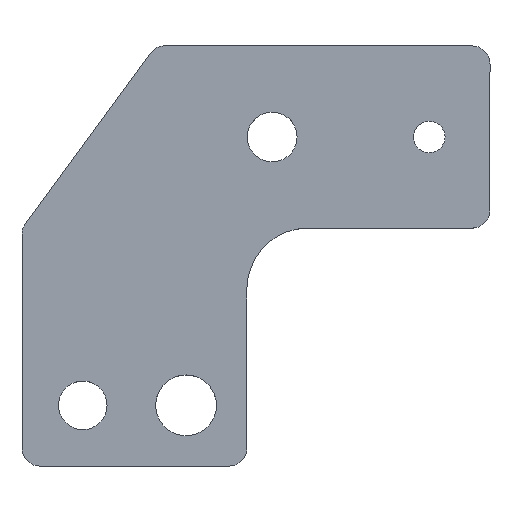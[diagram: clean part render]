
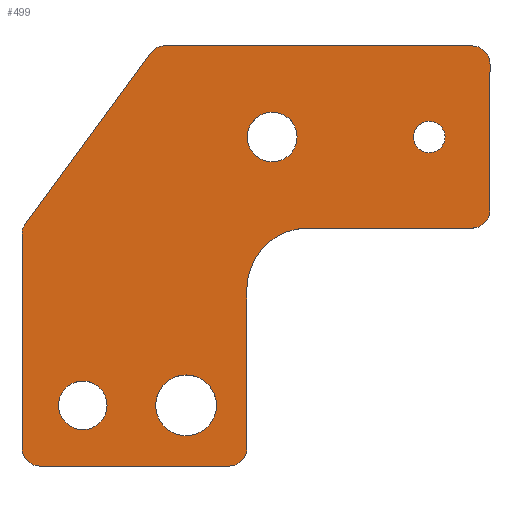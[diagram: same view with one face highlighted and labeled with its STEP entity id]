
A CAD part, top view. The second image highlights one B-rep face of the part: STEP entity #499.
In plain terms, the highlighted planar face has unit normal (0, 0, 1).
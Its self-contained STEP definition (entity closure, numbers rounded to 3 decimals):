
#19=FACE_BOUND('',#91,.T.);
#20=FACE_BOUND('',#92,.T.);
#21=FACE_BOUND('',#93,.T.);
#22=FACE_BOUND('',#94,.T.);
#36=PLANE('',#560);
#61=FACE_OUTER_BOUND('',#90,.T.);
#90=EDGE_LOOP('',(#446,#447,#448,#449,#450,#451,#452,#453,#454,#455,#456,
#457,#458,#459));
#91=EDGE_LOOP('',(#460));
#92=EDGE_LOOP('',(#461));
#93=EDGE_LOOP('',(#462));
#94=EDGE_LOOP('',(#463));
#99=LINE('',#719,#146);
#110=LINE('',#745,#157);
#114=LINE('',#757,#161);
#125=LINE('',#797,#172);
#128=LINE('',#805,#175);
#132=LINE('',#815,#179);
#141=LINE('',#843,#188);
#146=VECTOR('',#575,10.);
#157=VECTOR('',#596,10.);
#161=VECTOR('',#608,10.);
#172=VECTOR('',#643,10.);
#175=VECTOR('',#652,10.);
#179=VECTOR('',#662,10.);
#188=VECTOR('',#701,10.);
#190=CIRCLE('',#516,3.);
#192=CIRCLE('',#521,3.);
#193=CIRCLE('',#524,3.);
#203=CIRCLE('',#537,3.);
#204=CIRCLE('',#540,3.);
#205=CIRCLE('',#543,3.);
#206=CIRCLE('',#546,10.);
#207=CIRCLE('',#552,5.);
#208=CIRCLE('',#554,4.1);
#209=CIRCLE('',#556,2.6);
#210=CIRCLE('',#558,4.);
#213=VERTEX_POINT('',#709);
#214=VERTEX_POINT('',#711);
#216=VERTEX_POINT('',#717);
#223=VERTEX_POINT('',#735);
#226=VERTEX_POINT('',#743);
#227=VERTEX_POINT('',#747);
#230=VERTEX_POINT('',#755);
#246=VERTEX_POINT('',#791);
#247=VERTEX_POINT('',#795);
#248=VERTEX_POINT('',#799);
#249=VERTEX_POINT('',#800);
#250=VERTEX_POINT('',#808);
#251=VERTEX_POINT('',#809);
#252=VERTEX_POINT('',#814);
#253=VERTEX_POINT('',#827);
#254=VERTEX_POINT('',#831);
#255=VERTEX_POINT('',#835);
#256=VERTEX_POINT('',#839);
#259=EDGE_CURVE('',#213,#214,#190,.T.);
#263=EDGE_CURVE('',#213,#216,#99,.T.);
#271=EDGE_CURVE('',#223,#216,#192,.T.);
#276=EDGE_CURVE('',#223,#226,#110,.T.);
#277=EDGE_CURVE('',#227,#226,#193,.T.);
#282=EDGE_CURVE('',#227,#230,#114,.T.);
#299=EDGE_CURVE('',#246,#230,#203,.T.);
#302=EDGE_CURVE('',#246,#247,#125,.T.);
#303=EDGE_CURVE('',#248,#249,#204,.T.);
#306=EDGE_CURVE('',#248,#214,#128,.T.);
#308=EDGE_CURVE('',#250,#251,#205,.T.);
#311=EDGE_CURVE('',#252,#251,#132,.T.);
#313=EDGE_CURVE('',#252,#247,#206,.T.);
#317=EDGE_CURVE('',#253,#253,#207,.T.);
#319=EDGE_CURVE('',#254,#254,#208,.T.);
#321=EDGE_CURVE('',#255,#255,#209,.T.);
#323=EDGE_CURVE('',#256,#256,#210,.T.);
#325=EDGE_CURVE('',#250,#249,#141,.T.);
#446=ORIENTED_EDGE('',*,*,#259,.F.);
#447=ORIENTED_EDGE('',*,*,#263,.T.);
#448=ORIENTED_EDGE('',*,*,#271,.F.);
#449=ORIENTED_EDGE('',*,*,#276,.T.);
#450=ORIENTED_EDGE('',*,*,#277,.F.);
#451=ORIENTED_EDGE('',*,*,#282,.T.);
#452=ORIENTED_EDGE('',*,*,#299,.F.);
#453=ORIENTED_EDGE('',*,*,#302,.T.);
#454=ORIENTED_EDGE('',*,*,#313,.F.);
#455=ORIENTED_EDGE('',*,*,#311,.T.);
#456=ORIENTED_EDGE('',*,*,#308,.F.);
#457=ORIENTED_EDGE('',*,*,#325,.T.);
#458=ORIENTED_EDGE('',*,*,#303,.F.);
#459=ORIENTED_EDGE('',*,*,#306,.T.);
#460=ORIENTED_EDGE('',*,*,#323,.T.);
#461=ORIENTED_EDGE('',*,*,#321,.T.);
#462=ORIENTED_EDGE('',*,*,#319,.T.);
#463=ORIENTED_EDGE('',*,*,#317,.T.);
#499=ADVANCED_FACE('',(#61,#19,#20,#21,#22),#36,.T.);
#516=AXIS2_PLACEMENT_3D('',#712,#568,#569);
#521=AXIS2_PLACEMENT_3D('',#736,#588,#589);
#524=AXIS2_PLACEMENT_3D('',#748,#599,#600);
#537=AXIS2_PLACEMENT_3D('',#792,#637,#638);
#540=AXIS2_PLACEMENT_3D('',#801,#646,#647);
#543=AXIS2_PLACEMENT_3D('',#810,#656,#657);
#546=AXIS2_PLACEMENT_3D('',#818,#666,#667);
#552=AXIS2_PLACEMENT_3D('',#828,#681,#682);
#554=AXIS2_PLACEMENT_3D('',#832,#686,#687);
#556=AXIS2_PLACEMENT_3D('',#836,#691,#692);
#558=AXIS2_PLACEMENT_3D('',#840,#696,#697);
#560=AXIS2_PLACEMENT_3D('',#844,#702,#703);
#568=DIRECTION('center_axis',(0.,0.,-1.));
#569=DIRECTION('ref_axis',(-0.452,0.892,0.));
#575=DIRECTION('',(-0.591,-0.806,0.));
#588=DIRECTION('center_axis',(0.,0.,-1.));
#589=DIRECTION('ref_axis',(-0.95,0.311,0.));
#596=DIRECTION('',(0.,-1.,0.));
#599=DIRECTION('center_axis',(0.,0.,-1.));
#600=DIRECTION('ref_axis',(-0.707,-0.707,0.));
#608=DIRECTION('',(1.,0.,0.));
#637=DIRECTION('center_axis',(0.,0.,-1.));
#638=DIRECTION('ref_axis',(0.707,-0.707,0.));
#643=DIRECTION('',(0.,1.,0.));
#646=DIRECTION('center_axis',(0.,0.,-1.));
#647=DIRECTION('ref_axis',(0.707,0.707,0.));
#652=DIRECTION('',(-1.,0.,0.));
#656=DIRECTION('center_axis',(0.,0.,-1.));
#657=DIRECTION('ref_axis',(0.707,-0.707,0.));
#662=DIRECTION('',(1.,0.,0.));
#666=DIRECTION('center_axis',(0.,0.,1.));
#667=DIRECTION('ref_axis',(-0.707,0.707,0.));
#681=DIRECTION('center_axis',(0.,0.,-1.));
#682=DIRECTION('ref_axis',(1.,0.,0.));
#686=DIRECTION('center_axis',(0.,0.,-1.));
#687=DIRECTION('ref_axis',(1.,0.,0.));
#691=DIRECTION('center_axis',(0.,0.,-1.));
#692=DIRECTION('ref_axis',(1.,0.,0.));
#696=DIRECTION('center_axis',(0.,0.,-1.));
#697=DIRECTION('ref_axis',(1.,0.,0.));
#701=DIRECTION('',(0.,1.,0.));
#702=DIRECTION('center_axis',(0.,0.,1.));
#703=DIRECTION('ref_axis',(1.,0.,0.));
#709=CARTESIAN_POINT('',(-5.899,57.924,6.));
#711=CARTESIAN_POINT('',(-3.48,59.15,6.));
#712=CARTESIAN_POINT('Origin',(-3.48,56.15,6.));
#717=CARTESIAN_POINT('',(-26.419,29.942,6.));
#719=CARTESIAN_POINT('',(-5.,59.15,6.));
#735=CARTESIAN_POINT('',(-27.,28.168,6.));
#736=CARTESIAN_POINT('Origin',(-24.,28.168,6.));
#743=CARTESIAN_POINT('',(-27.,-7.,6.));
#745=CARTESIAN_POINT('',(-27.,29.15,6.));
#747=CARTESIAN_POINT('',(-24.,-10.,6.));
#748=CARTESIAN_POINT('Origin',(-24.,-7.,6.));
#755=CARTESIAN_POINT('',(7.,-10.,6.));
#757=CARTESIAN_POINT('',(-27.,-10.,6.));
#791=CARTESIAN_POINT('',(10.,-7.,6.));
#792=CARTESIAN_POINT('Origin',(7.,-7.,6.));
#795=CARTESIAN_POINT('',(10.,19.15,6.));
#797=CARTESIAN_POINT('',(10.,-10.,6.));
#799=CARTESIAN_POINT('',(47.,59.15,6.));
#800=CARTESIAN_POINT('',(50.,56.15,6.));
#801=CARTESIAN_POINT('Origin',(47.,56.15,6.));
#805=CARTESIAN_POINT('',(50.,59.15,6.));
#808=CARTESIAN_POINT('',(50.,32.15,6.));
#809=CARTESIAN_POINT('',(47.,29.15,6.));
#810=CARTESIAN_POINT('Origin',(47.,32.15,6.));
#814=CARTESIAN_POINT('',(20.,29.15,6.));
#815=CARTESIAN_POINT('',(10.,29.15,6.));
#818=CARTESIAN_POINT('Origin',(20.,19.15,6.));
#827=CARTESIAN_POINT('',(-5.,0.,6.));
#828=CARTESIAN_POINT('Origin',(0.,0.,6.));
#831=CARTESIAN_POINT('',(10.05,44.15,6.));
#832=CARTESIAN_POINT('Origin',(14.15,44.15,6.));
#835=CARTESIAN_POINT('',(37.4,44.15,6.));
#836=CARTESIAN_POINT('Origin',(40.,44.15,6.));
#839=CARTESIAN_POINT('',(-21.,0.,6.));
#840=CARTESIAN_POINT('Origin',(-17.,0.,6.));
#843=CARTESIAN_POINT('',(50.,29.15,6.));
#844=CARTESIAN_POINT('Origin',(11.5,24.575,6.));
